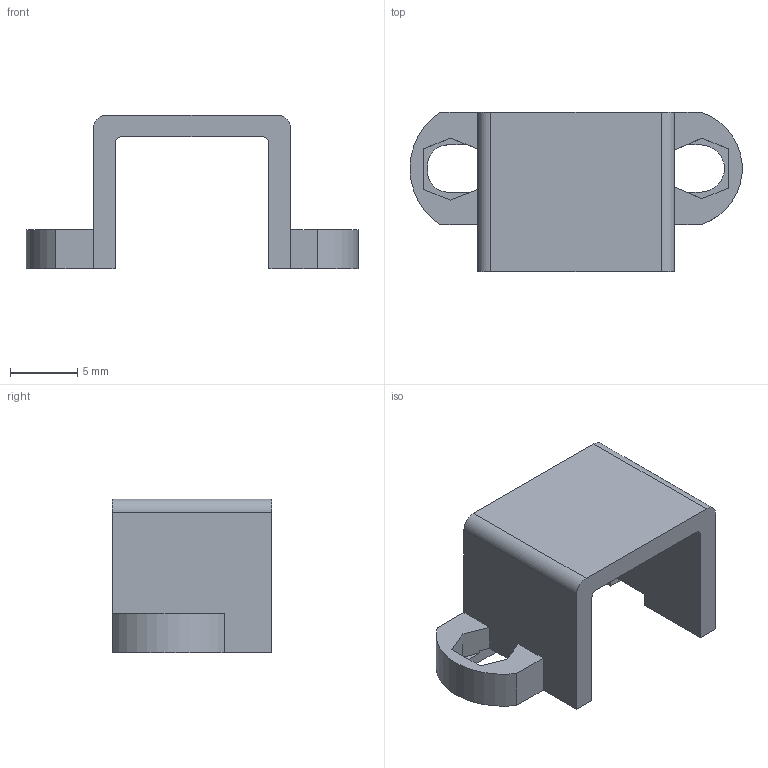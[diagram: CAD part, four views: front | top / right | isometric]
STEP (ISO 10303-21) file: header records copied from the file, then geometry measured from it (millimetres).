
FILE_DESCRIPTION(/* description */ (''),/* implementation_level */ '2;1');
FILE_NAME(/* name */ 'soporte_plastico.step',/* time_stamp */ '2019-11-21T15:47:18-06:00',/* author */ (''),/* organization */ (''),/* preprocessor_version */ 'ST-DEVELOPER v18',/* originating_system */ 'Autodesk Translation Framework v8.12.0.6',/* authorisation */ '');
FILE_SCHEMA (('AUTOMOTIVE_DESIGN { 1 0 10303 214 3 1 1 }'));
Length unit declared in the file: millimetre
Products named in the file (1): soporte_plastico
Bounding box: 24.6 x 11.8 x 11.4 mm (x, y, z)
Volume: 755 mm3; surface area: 1148.2 mm2
Topology: 1 solids, 1 shells, 45 faces, 141 edges, 94 vertices
Faces by surface type: plane 34, cylinder 11
Entity records: 1605 total; most frequent: ORIENTED_EDGE 282, CARTESIAN_POINT 281, DIRECTION 255, EDGE_CURVE 141, LINE 119, VECTOR 119, VERTEX_POINT 94, AXIS2_PLACEMENT_3D 68
